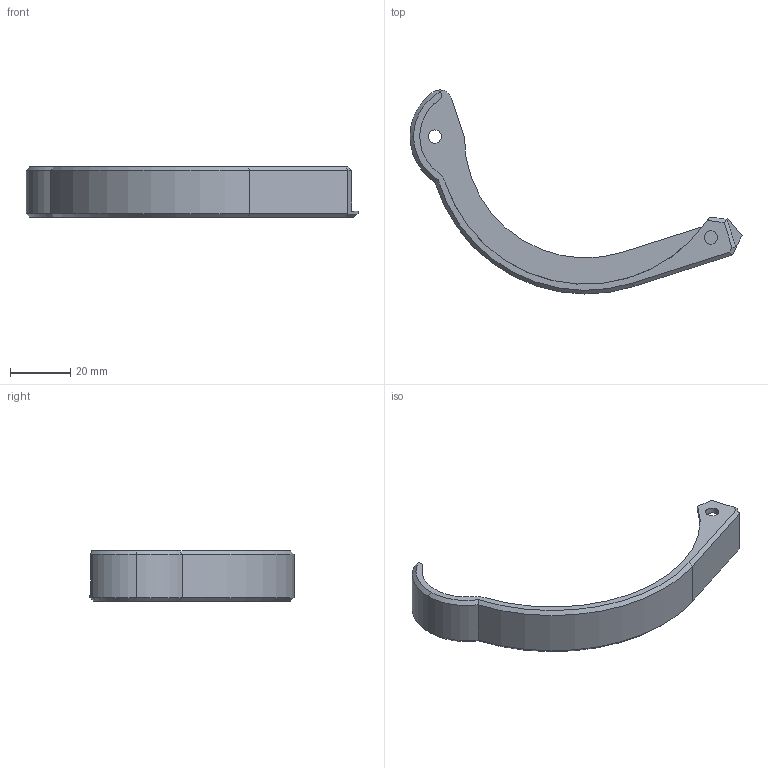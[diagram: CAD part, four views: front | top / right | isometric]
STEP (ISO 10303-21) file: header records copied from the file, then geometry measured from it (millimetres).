
FILE_DESCRIPTION(('HOOPS Exchange Step'),'2;1');
FILE_NAME('temp_export','2021-06-18T19:54:00+17:00',('poastoast'),('Shapr3D Limited'),'HOOPS Exchange 2020.2','Shapr3D','Authorized');
FILE_SCHEMA( ('AP203_CONFIGURATION_CONTROLLED_3D_DESIGN_OF_MECHANICAL_PARTS_AND_ASSEMBLIES_MIM_LF') );
Length unit declared in the file: millimetre
Products named in the file (2): 0; DB903929-9E3C-4883-9B8D-B18685581606.tmp
Assembly tree (1 placements, depth 2):
  DB903929-9E3C-4883-9B8D-B18685581606.tmp
    0
Bounding box: 110.06 x 67.65 x 16.7 mm (x, y, z)
Volume: 10521.2 mm3; surface area: 8614.5 mm2
Topology: 1 solids, 1 shells, 43 faces, 110 edges, 69 vertices
Faces by surface type: plane 21, cylinder 15, cone 7
Full cylindrical faces by diameter (mm): 4.4 x2
Entity records: 1373 total; most frequent: CARTESIAN_POINT 252, DIRECTION 238, ORIENTED_EDGE 220, EDGE_CURVE 110, AXIS2_PLACEMENT_3D 87, VERTEX_POINT 69, VECTOR 64, LINE 64
